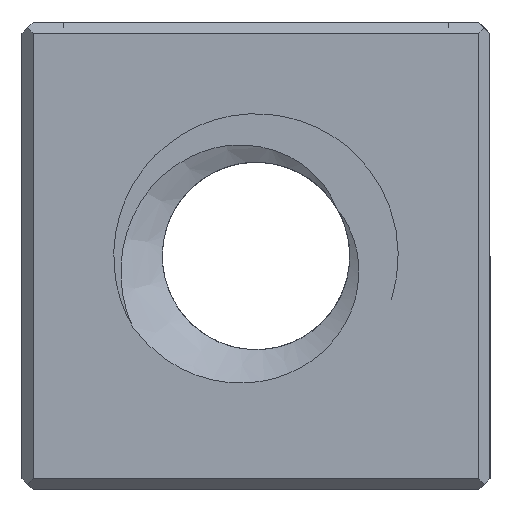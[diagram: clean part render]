
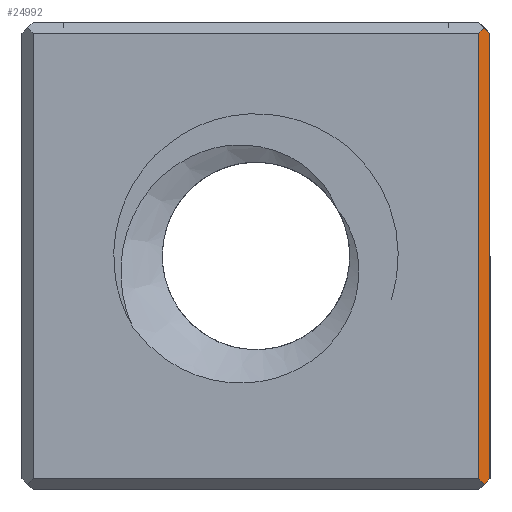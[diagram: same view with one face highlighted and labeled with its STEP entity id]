
A CAD part, left-side view. The second image highlights one B-rep face of the part: STEP entity #24992.
In plain terms, the highlighted planar face has unit normal (-0.707, -0.707, 0).
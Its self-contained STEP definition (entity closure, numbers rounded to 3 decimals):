
#278 = PLANE('',#279);
#279 = AXIS2_PLACEMENT_3D('',#280,#281,#282);
#280 = CARTESIAN_POINT('',(0.,0.,0.3));
#281 = DIRECTION('',(0.,0.707,0.707)
  );
#282 = DIRECTION('',(0.,0.707,-0.707)
  );
#471 = PLANE('',#472);
#472 = AXIS2_PLACEMENT_3D('',#473,#474,#475);
#473 = CARTESIAN_POINT('',(0.,0.,12.2)
  );
#474 = DIRECTION('',(0.,-0.707,0.707)
  );
#475 = DIRECTION('',(0.,0.707,0.707));
#499 = PLANE('',#500);
#500 = AXIS2_PLACEMENT_3D('',#501,#502,#503);
#501 = CARTESIAN_POINT('',(0.,0.,0.));
#502 = DIRECTION('',(0.,1.,0.));
#503 = DIRECTION('',(1.,0.,0.));
#761 = VERTEX_POINT('',#762);
#762 = CARTESIAN_POINT('',(0.3,0.,0.3));
#783 = EDGE_CURVE('',#761,#784,#786,.T.);
#784 = VERTEX_POINT('',#785);
#785 = CARTESIAN_POINT('',(0.3,0.,12.2));
#786 = SURFACE_CURVE('',#787,(#791,#798),.PCURVE_S1.);
#787 = LINE('',#788,#789);
#788 = CARTESIAN_POINT('',(0.3,0.,0.));
#789 = VECTOR('',#790,1.);
#790 = DIRECTION('',(0.,0.,1.));
#791 = PCURVE('',#499,#792);
#792 = DEFINITIONAL_REPRESENTATION('',(#793),#797);
#793 = LINE('',#794,#795);
#794 = CARTESIAN_POINT('',(0.3,0.));
#795 = VECTOR('',#796,1.);
#796 = DIRECTION('',(0.,-1.));
#797 = ( GEOMETRIC_REPRESENTATION_CONTEXT(2) 
PARAMETRIC_REPRESENTATION_CONTEXT() REPRESENTATION_CONTEXT('2D SPACE',''
  ) );
#798 = PCURVE('',#799,#804);
#799 = PLANE('',#800);
#800 = AXIS2_PLACEMENT_3D('',#801,#802,#803);
#801 = CARTESIAN_POINT('',(0.3,0.,0.));
#802 = DIRECTION('',(-0.707,-0.707,0.));
#803 = DIRECTION('',(-0.707,0.707,0.));
#804 = DEFINITIONAL_REPRESENTATION('',(#805),#809);
#805 = LINE('',#806,#807);
#806 = CARTESIAN_POINT('',(0.,0.));
#807 = VECTOR('',#808,1.);
#808 = DIRECTION('',(0.,-1.));
#809 = ( GEOMETRIC_REPRESENTATION_CONTEXT(2) 
PARAMETRIC_REPRESENTATION_CONTEXT() REPRESENTATION_CONTEXT('2D SPACE',''
  ) );
#23858 = PLANE('',#23859);
#23859 = AXIS2_PLACEMENT_3D('',#23860,#23861,#23862);
#23860 = CARTESIAN_POINT('',(0.,0.,0.3));
#23861 = DIRECTION('',(-0.707,0.,
    -0.707));
#23862 = DIRECTION('',(0.707,0.,-0.707
    ));
#24655 = VERTEX_POINT('',#24656);
#24656 = CARTESIAN_POINT('',(0.15,0.15,0.15));
#24677 = EDGE_CURVE('',#24655,#761,#24678,.T.);
#24678 = SURFACE_CURVE('',#24679,(#24683,#24690),.PCURVE_S1.);
#24679 = LINE('',#24680,#24681);
#24680 = CARTESIAN_POINT('',(0.2,0.1,0.2));
#24681 = VECTOR('',#24682,1.);
#24682 = DIRECTION('',(0.577,-0.577,0.577));
#24683 = PCURVE('',#278,#24684);
#24684 = DEFINITIONAL_REPRESENTATION('',(#24685),#24689);
#24685 = LINE('',#24686,#24687);
#24686 = CARTESIAN_POINT('',(0.141,-0.2));
#24687 = VECTOR('',#24688,1.);
#24688 = DIRECTION('',(-0.816,-0.577));
#24689 = ( GEOMETRIC_REPRESENTATION_CONTEXT(2) 
PARAMETRIC_REPRESENTATION_CONTEXT() REPRESENTATION_CONTEXT('2D SPACE',''
  ) );
#24690 = PCURVE('',#799,#24691);
#24691 = DEFINITIONAL_REPRESENTATION('',(#24692),#24696);
#24692 = LINE('',#24693,#24694);
#24693 = CARTESIAN_POINT('',(0.141,-0.2));
#24694 = VECTOR('',#24695,1.);
#24695 = DIRECTION('',(-0.816,-0.577));
#24696 = ( GEOMETRIC_REPRESENTATION_CONTEXT(2) 
PARAMETRIC_REPRESENTATION_CONTEXT() REPRESENTATION_CONTEXT('2D SPACE',''
  ) );
#24728 = VERTEX_POINT('',#24729);
#24729 = CARTESIAN_POINT('',(0.15,0.15,12.35));
#24743 = PLANE('',#24744);
#24744 = AXIS2_PLACEMENT_3D('',#24745,#24746,#24747);
#24745 = CARTESIAN_POINT('',(0.3,0.,12.5));
#24746 = DIRECTION('',(-0.707,0.,
    0.707));
#24747 = DIRECTION('',(-0.707,0.,
    -0.707));
#24755 = EDGE_CURVE('',#24728,#784,#24756,.T.);
#24756 = SURFACE_CURVE('',#24757,(#24761,#24768),.PCURVE_S1.);
#24757 = LINE('',#24758,#24759);
#24758 = CARTESIAN_POINT('',(2.283,-1.983,
    10.217));
#24759 = VECTOR('',#24760,1.);
#24760 = DIRECTION('',(0.577,-0.577,-0.577));
#24761 = PCURVE('',#471,#24762);
#24762 = DEFINITIONAL_REPRESENTATION('',(#24763),#24767);
#24763 = LINE('',#24764,#24765);
#24764 = CARTESIAN_POINT('',(-2.805,-2.283));
#24765 = VECTOR('',#24766,1.);
#24766 = DIRECTION('',(-0.816,-0.577));
#24767 = ( GEOMETRIC_REPRESENTATION_CONTEXT(2) 
PARAMETRIC_REPRESENTATION_CONTEXT() REPRESENTATION_CONTEXT('2D SPACE',''
  ) );
#24768 = PCURVE('',#799,#24769);
#24769 = DEFINITIONAL_REPRESENTATION('',(#24770),#24774);
#24770 = LINE('',#24771,#24772);
#24771 = CARTESIAN_POINT('',(-2.805,-10.217));
#24772 = VECTOR('',#24773,1.);
#24773 = DIRECTION('',(-0.816,0.577));
#24774 = ( GEOMETRIC_REPRESENTATION_CONTEXT(2) 
PARAMETRIC_REPRESENTATION_CONTEXT() REPRESENTATION_CONTEXT('2D SPACE',''
  ) );
#24992 = ADVANCED_FACE('',(#24993),#799,.T.);
#24993 = FACE_BOUND('',#24994,.T.);
#24994 = EDGE_LOOP('',(#24995,#24996,#24997,#24998,#25021,#25049));
#24995 = ORIENTED_EDGE('',*,*,#24677,.T.);
#24996 = ORIENTED_EDGE('',*,*,#783,.T.);
#24997 = ORIENTED_EDGE('',*,*,#24755,.F.);
#24998 = ORIENTED_EDGE('',*,*,#24999,.F.);
#24999 = EDGE_CURVE('',#25000,#24728,#25002,.T.);
#25000 = VERTEX_POINT('',#25001);
#25001 = CARTESIAN_POINT('',(0.,0.3,12.2));
#25002 = SURFACE_CURVE('',#25003,(#25007,#25014),.PCURVE_S1.);
#25003 = LINE('',#25004,#25005);
#25004 = CARTESIAN_POINT('',(-1.783,2.083,
    10.417));
#25005 = VECTOR('',#25006,1.);
#25006 = DIRECTION('',(0.577,-0.577,0.577));
#25007 = PCURVE('',#799,#25008);
#25008 = DEFINITIONAL_REPRESENTATION('',(#25009),#25013);
#25009 = LINE('',#25010,#25011);
#25010 = CARTESIAN_POINT('',(2.946,-10.417));
#25011 = VECTOR('',#25012,1.);
#25012 = DIRECTION('',(-0.816,-0.577));
#25013 = ( GEOMETRIC_REPRESENTATION_CONTEXT(2) 
PARAMETRIC_REPRESENTATION_CONTEXT() REPRESENTATION_CONTEXT('2D SPACE',''
  ) );
#25014 = PCURVE('',#24743,#25015);
#25015 = DEFINITIONAL_REPRESENTATION('',(#25016),#25020);
#25016 = LINE('',#25017,#25018);
#25017 = CARTESIAN_POINT('',(2.946,-2.083));
#25018 = VECTOR('',#25019,1.);
#25019 = DIRECTION('',(-0.816,0.577));
#25020 = ( GEOMETRIC_REPRESENTATION_CONTEXT(2) 
PARAMETRIC_REPRESENTATION_CONTEXT() REPRESENTATION_CONTEXT('2D SPACE',''
  ) );
#25021 = ORIENTED_EDGE('',*,*,#25022,.F.);
#25022 = EDGE_CURVE('',#25023,#25000,#25025,.T.);
#25023 = VERTEX_POINT('',#25024);
#25024 = CARTESIAN_POINT('',(0.,0.3,0.3));
#25025 = SURFACE_CURVE('',#25026,(#25030,#25037),.PCURVE_S1.);
#25026 = LINE('',#25027,#25028);
#25027 = CARTESIAN_POINT('',(0.,0.3,0.));
#25028 = VECTOR('',#25029,1.);
#25029 = DIRECTION('',(0.,0.,1.));
#25030 = PCURVE('',#799,#25031);
#25031 = DEFINITIONAL_REPRESENTATION('',(#25032),#25036);
#25032 = LINE('',#25033,#25034);
#25033 = CARTESIAN_POINT('',(0.424,0.));
#25034 = VECTOR('',#25035,1.);
#25035 = DIRECTION('',(0.,-1.));
#25036 = ( GEOMETRIC_REPRESENTATION_CONTEXT(2) 
PARAMETRIC_REPRESENTATION_CONTEXT() REPRESENTATION_CONTEXT('2D SPACE',''
  ) );
#25037 = PCURVE('',#25038,#25043);
#25038 = PLANE('',#25039);
#25039 = AXIS2_PLACEMENT_3D('',#25040,#25041,#25042);
#25040 = CARTESIAN_POINT('',(0.,12.5,0.));
#25041 = DIRECTION('',(1.,0.,0.));
#25042 = DIRECTION('',(0.,-1.,0.));
#25043 = DEFINITIONAL_REPRESENTATION('',(#25044),#25048);
#25044 = LINE('',#25045,#25046);
#25045 = CARTESIAN_POINT('',(12.2,0.));
#25046 = VECTOR('',#25047,1.);
#25047 = DIRECTION('',(0.,-1.));
#25048 = ( GEOMETRIC_REPRESENTATION_CONTEXT(2) 
PARAMETRIC_REPRESENTATION_CONTEXT() REPRESENTATION_CONTEXT('2D SPACE',''
  ) );
#25049 = ORIENTED_EDGE('',*,*,#25050,.F.);
#25050 = EDGE_CURVE('',#24655,#25023,#25051,.T.);
#25051 = SURFACE_CURVE('',#25052,(#25056,#25063),.PCURVE_S1.);
#25052 = LINE('',#25053,#25054);
#25053 = CARTESIAN_POINT('',(0.2,0.1,0.1));
#25054 = VECTOR('',#25055,1.);
#25055 = DIRECTION('',(-0.577,0.577,0.577));
#25056 = PCURVE('',#799,#25057);
#25057 = DEFINITIONAL_REPRESENTATION('',(#25058),#25062);
#25058 = LINE('',#25059,#25060);
#25059 = CARTESIAN_POINT('',(0.141,-0.1));
#25060 = VECTOR('',#25061,1.);
#25061 = DIRECTION('',(0.816,-0.577));
#25062 = ( GEOMETRIC_REPRESENTATION_CONTEXT(2) 
PARAMETRIC_REPRESENTATION_CONTEXT() REPRESENTATION_CONTEXT('2D SPACE',''
  ) );
#25063 = PCURVE('',#23858,#25064);
#25064 = DEFINITIONAL_REPRESENTATION('',(#25065),#25069);
#25065 = LINE('',#25066,#25067);
#25066 = CARTESIAN_POINT('',(0.283,-0.1));
#25067 = VECTOR('',#25068,1.);
#25068 = DIRECTION('',(-0.816,-0.577));
#25069 = ( GEOMETRIC_REPRESENTATION_CONTEXT(2) 
PARAMETRIC_REPRESENTATION_CONTEXT() REPRESENTATION_CONTEXT('2D SPACE',''
  ) );
